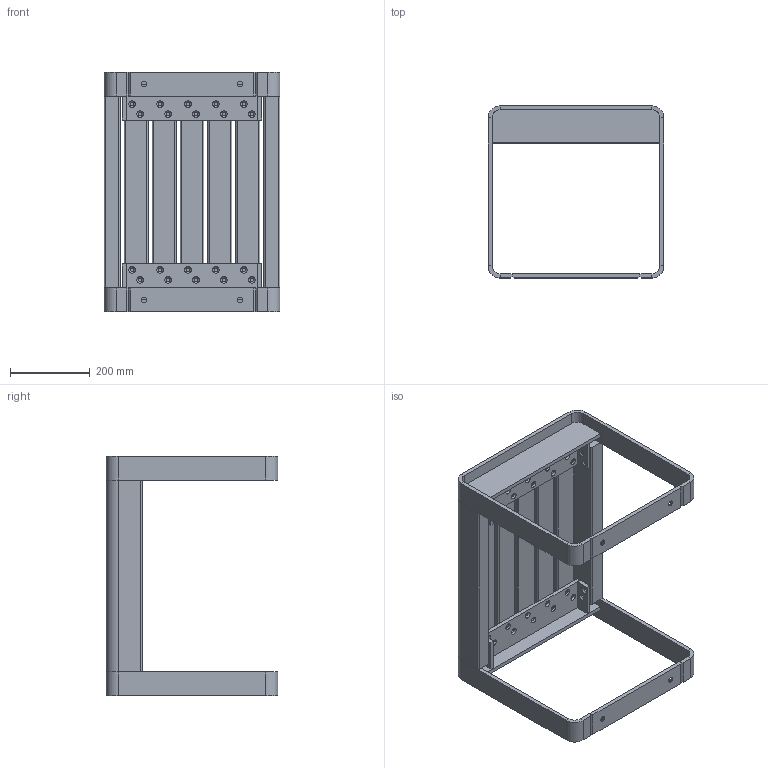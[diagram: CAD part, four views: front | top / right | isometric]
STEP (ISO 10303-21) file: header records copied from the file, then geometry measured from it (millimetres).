
FILE_DESCRIPTION (( 'STEP AP203' ), '1' );
FILE_NAME ('STBE.600.STEP', '2020-03-06T12:14:22', ( '' ), ( '' ), 'SwSTEP 2.0', 'SolidWorks 2019', '' );
FILE_SCHEMA (( 'CONFIG_CONTROL_DESIGN' ));
Length unit declared in the file: millimetre
Products named in the file (11): STBE_P_Leg Side Top; STBE_P_Reinf wood 1; STBE_A_Leg; STBE_P_Reinf wood 2A; STBE_P_Leg side Bottom; STBE.600_Wood Corner; STBE_P_Reinf wood 2B; STBE.600_Wood; STBE.600; STBE_P_Leg side plate
Assembly tree (21 placements, depth 3):
  STBE.600
    STBE_A_Leg
      STBE_P_Leg Side Top
      STBE_P_Leg side plate
      STBE_P_Reinf wood 1
      STBE_P_Reinf wood 2A
      STBE_P_Reinf wood 2B
      STBE_P_Leg side Bottom
    STBE.600_Wood  x5
    STBE.600_Wood Corner  x2
    STBE_A_Leg
      STBE_P_Leg Side Top
      STBE_P_Leg side plate
      STBE_P_Reinf wood 1
      STBE_P_Reinf wood 2A
      STBE_P_Reinf wood 2B
      STBE_P_Leg side Bottom
Bounding box: 440 x 430 x 600 mm (x, y, z)
Volume: 12333356 mm3; surface area: 1534530 mm2
Topology: 19 solids, 19 shells, 386 faces, 924 edges, 576 vertices
Faces by surface type: plane 210, cylinder 112, cone 64
Entity records: 6707 total; most frequent: DIRECTION 970, CARTESIAN_POINT 894, ORIENTED_EDGE 852, EDGE_CURVE 426, AXIS2_PLACEMENT_3D 340, LINE 290, VECTOR 290, VERTEX_POINT 264
